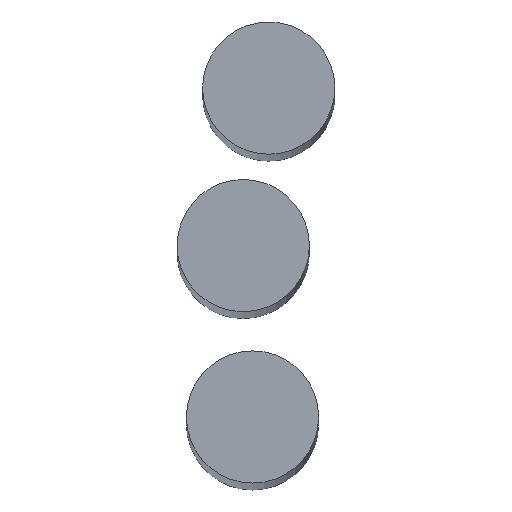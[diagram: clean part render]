
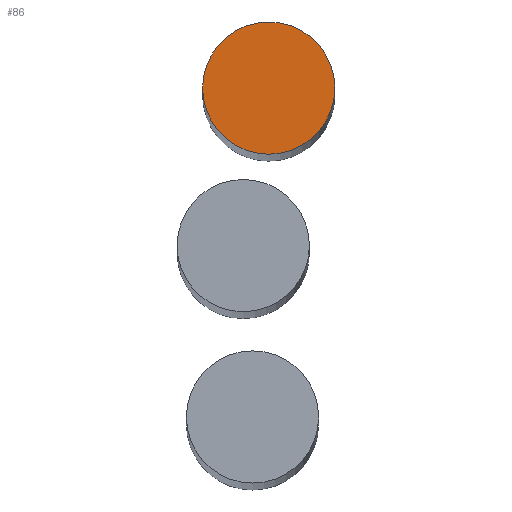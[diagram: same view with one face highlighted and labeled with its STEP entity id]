
A CAD part, top view. The second image highlights one B-rep face of the part: STEP entity #86.
In plain terms, the highlighted planar face has unit normal (0, 0, 1).
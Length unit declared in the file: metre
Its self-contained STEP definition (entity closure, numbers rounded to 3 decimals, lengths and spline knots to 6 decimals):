
#20=PLANE('',#138);
#32=ORIENTED_EDGE('',*,*,#38,.T.);
#38=EDGE_CURVE('',#44,#44,#50,.T.);
#44=VERTEX_POINT('',#195);
#50=CIRCLE('',#136,0.0025);
#62=EDGE_LOOP('',(#32));
#74=FACE_BOUND('',#62,.T.);
#86=ADVANCED_FACE('',(#74),#20,.T.);
#136=AXIS2_PLACEMENT_3D('',#194,#168,#169);
#138=AXIS2_PLACEMENT_3D('',#198,#172,#173);
#168=DIRECTION('',(0.,0.,1.));
#169=DIRECTION('',(1.,0.,0.));
#172=DIRECTION('',(0.,0.,1.));
#173=DIRECTION('',(1.,0.,0.));
#194=CARTESIAN_POINT('',(-0.130026,0.036831,0.150384));
#195=CARTESIAN_POINT('',(-0.127526,0.036831,0.150384));
#198=CARTESIAN_POINT('',(-0.130558,0.034289,0.150384));
